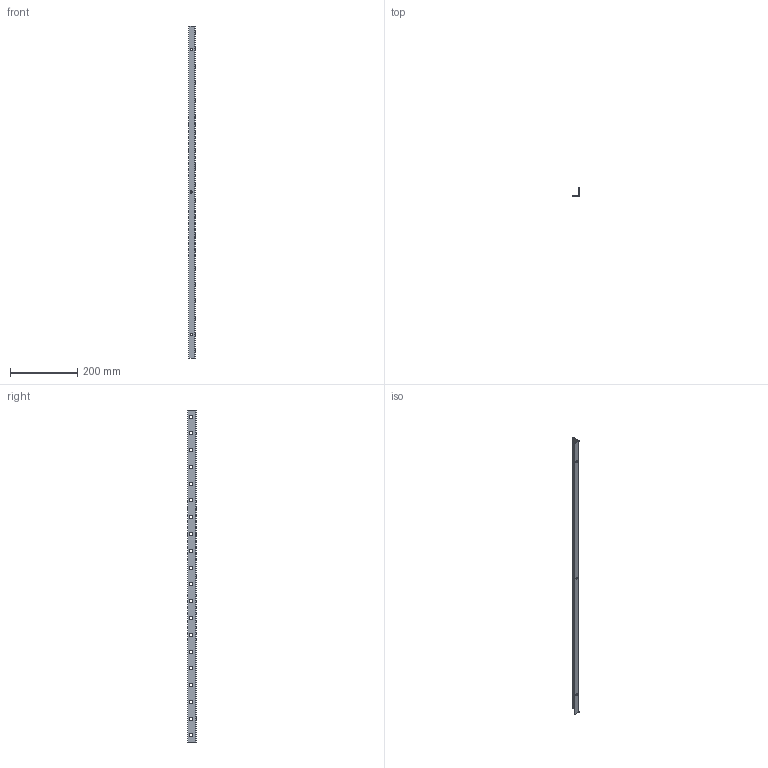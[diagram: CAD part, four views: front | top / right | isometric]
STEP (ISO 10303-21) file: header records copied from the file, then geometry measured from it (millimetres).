
FILE_DESCRIPTION (( 'STEP AP214' ), '1' );
FILE_NAME ('Âåðòèêàëüíûé ïðîôèëü äëÿ ïëàñòðîíîâ 1000.STEP', '2018-01-14T09:45:28', ( 'Îëåã' ), ( '' ), 'SwSTEP 2.0', 'SolidWorks 2017', '' );
FILE_SCHEMA (( 'AUTOMOTIVE_DESIGN' ));
Length unit declared in the file: millimetre
Products named in the file (1): Âåðòèêàëüíûé ïðîôèëü äëÿ ïëàñòðîíîâ 1000
Bounding box: 20 x 26.7 x 989 mm (x, y, z)
Volume: 51120.9 mm3; surface area: 88620.2 mm2
Topology: 1 solids, 1 shells, 97 faces, 277 edges, 182 vertices
Faces by surface type: plane 92, cylinder 5
Full cylindrical faces by diameter (mm): 6.5 x3
Entity records: 3208 total; most frequent: CARTESIAN_POINT 554, ORIENTED_EDGE 548, DIRECTION 480, EDGE_CURVE 274, VECTOR 264, LINE 264, VERTEX_POINT 182, EDGE_LOOP 146
